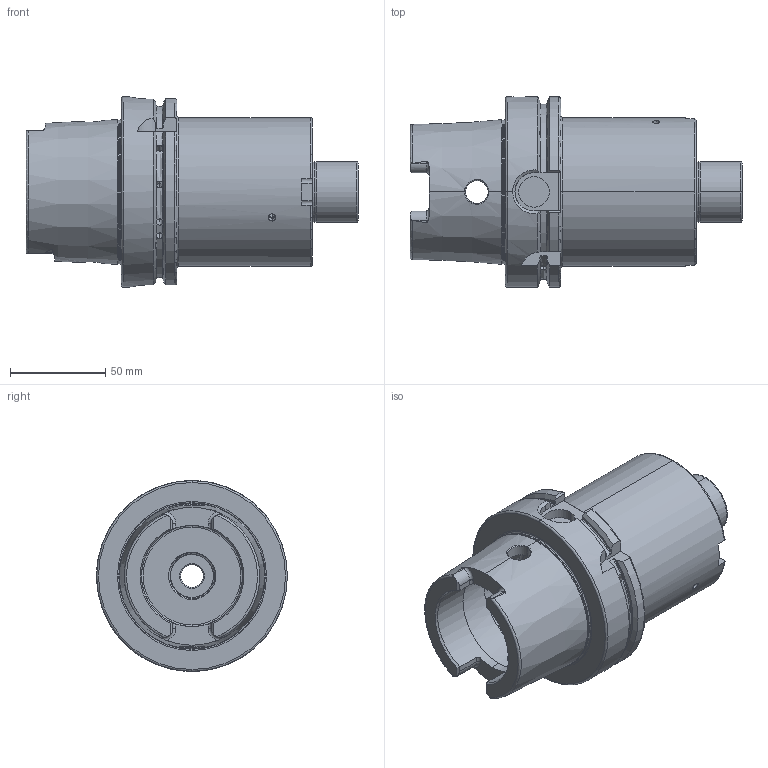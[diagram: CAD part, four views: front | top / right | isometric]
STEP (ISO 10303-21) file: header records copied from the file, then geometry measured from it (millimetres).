
FILE_DESCRIPTION (( 'STEP AP203' ), '1' );
FILE_NAME ('A100.11.32.1.STEP', '2016-10-19T01:12:52', ( '' ), ( '' ), 'SwSTEP 2.0', 'SolidWorks 2012', '' );
FILE_SCHEMA (( 'CONFIG_CONTROL_DESIGN' ));
Length unit declared in the file: millimetre
Products named in the file (1): A100.11.32.1
Bounding box: 174 x 100 x 100 mm (x, y, z)
Volume: 591045.9 mm3; surface area: 78177.6 mm2
Topology: 1 solids, 1 shells, 337 faces, 922 edges, 578 vertices
Faces by surface type: cylinder 164, plane 63, cone 52, torus 42, bspline 16
Entity records: 25450 total; most frequent: CARTESIAN_POINT 17639, ORIENTED_EDGE 1808, DIRECTION 1445, EDGE_CURVE 904, VERTEX_POINT 578, AXIS2_PLACEMENT_3D 572, EDGE_LOOP 360, ADVANCED_FACE 337
